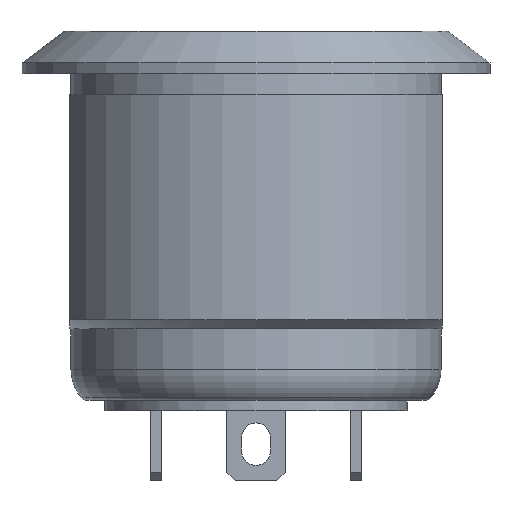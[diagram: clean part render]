
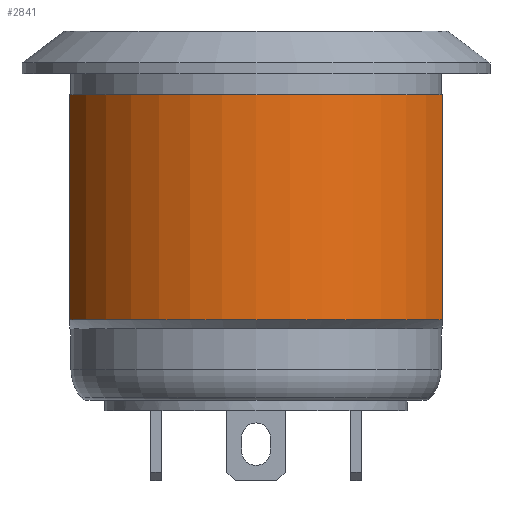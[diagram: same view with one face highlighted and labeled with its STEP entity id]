
A CAD part, front view. The second image highlights one B-rep face of the part: STEP entity #2841.
In plain terms, the highlighted cylindrical face has radius 9.5 mm (diameter 19 mm), a partial arc.
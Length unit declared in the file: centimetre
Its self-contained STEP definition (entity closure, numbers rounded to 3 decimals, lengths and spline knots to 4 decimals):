
#44=CYLINDRICAL_SURFACE('',#3105,0.95);
#164=CIRCLE('',#3099,0.95);
#169=CIRCLE('',#3106,0.95);
#319=FACE_OUTER_BOUND('',#490,.T.);
#490=EDGE_LOOP('',(#2530,#2531,#2532,#2533));
#785=LINE('',#4714,#1080);
#790=LINE('',#4728,#1085);
#1080=VECTOR('',#3874,1.);
#1085=VECTOR('',#3881,1.);
#1343=VERTEX_POINT('',#4708);
#1345=VERTEX_POINT('',#4713);
#1348=VERTEX_POINT('',#4720);
#1350=VERTEX_POINT('',#4726);
#1739=EDGE_CURVE('',#1345,#1343,#785,.T.);
#1745=EDGE_CURVE('',#1348,#1350,#790,.T.);
#1746=EDGE_CURVE('',#1345,#1350,#164,.T.);
#1751=EDGE_CURVE('',#1343,#1348,#169,.T.);
#2530=ORIENTED_EDGE('',*,*,#1739,.T.);
#2531=ORIENTED_EDGE('',*,*,#1751,.T.);
#2532=ORIENTED_EDGE('',*,*,#1745,.T.);
#2533=ORIENTED_EDGE('',*,*,#1746,.F.);
#2841=ADVANCED_FACE('',(#319),#44,.T.);
#3099=AXIS2_PLACEMENT_3D('',#4730,#3884,#3885);
#3105=AXIS2_PLACEMENT_3D('',#4739,#3896,#3897);
#3106=AXIS2_PLACEMENT_3D('',#4740,#3898,#3899);
#3874=DIRECTION('',(0.,0.,-1.));
#3881=DIRECTION('',(0.,0.,1.));
#3884=DIRECTION('center_axis',(0.,0.,1.));
#3885=DIRECTION('ref_axis',(0.,-1.,0.));
#3896=DIRECTION('center_axis',(0.,0.,1.));
#3897=DIRECTION('ref_axis',(0.,-1.,0.));
#3898=DIRECTION('center_axis',(0.,0.,1.));
#3899=DIRECTION('ref_axis',(0.,-1.,0.));
#4708=CARTESIAN_POINT('',(-0.875,-0.37,-1.1567));
#4713=CARTESIAN_POINT('',(-0.875,-0.37,-0.1));
#4714=CARTESIAN_POINT('',(-0.875,-0.37,-0.6283));
#4720=CARTESIAN_POINT('',(0.875,-0.37,-1.1567));
#4726=CARTESIAN_POINT('',(0.875,-0.37,-0.1));
#4728=CARTESIAN_POINT('',(0.875,-0.37,-0.6283));
#4730=CARTESIAN_POINT('Origin',(0.,0.,-0.1));
#4739=CARTESIAN_POINT('Origin',(0.,0.,-0.6283));
#4740=CARTESIAN_POINT('Origin',(0.,0.,-1.1567));
